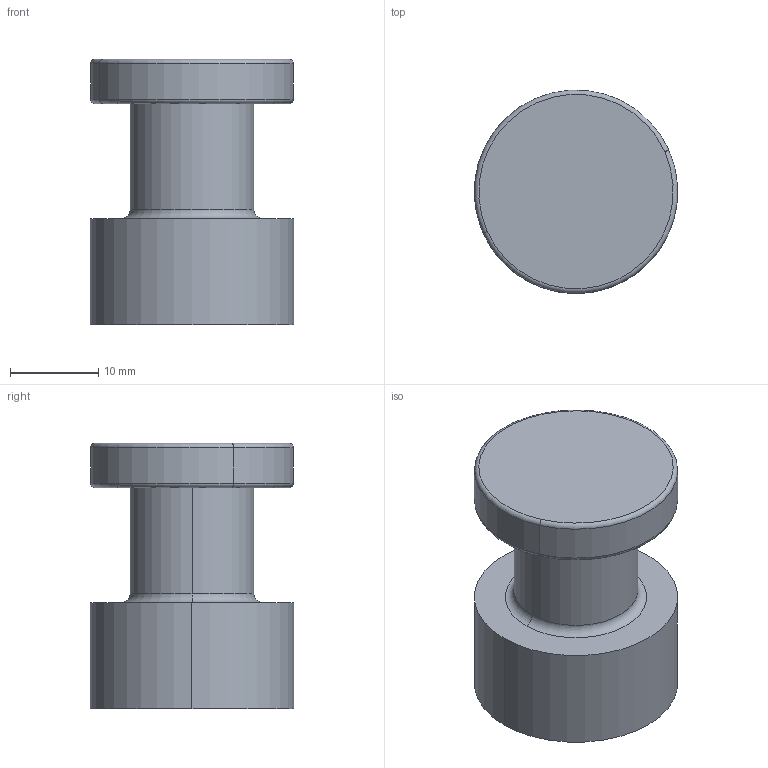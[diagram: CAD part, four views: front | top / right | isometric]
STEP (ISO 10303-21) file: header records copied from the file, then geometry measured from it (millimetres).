
FILE_DESCRIPTION (( 'STEP AP203' ), '1' );
FILE_NAME ('39631A-00-00.STEP', '2023-03-28T05:07:27', ( 'Windows User' ), ( 'P R C' ), 'SwSTEP 2.0', 'SolidWorks 2015', '' );
FILE_SCHEMA (( 'CONFIG_CONTROL_DESIGN' ));
Length unit declared in the file: millimetre
Products named in the file (1): 39631A-00-00
Bounding box: 23 x 23 x 30 mm (x, y, z)
Surface area: 3368.2 mm2 (no closed solid volume)
Topology: 0 solids, 2 shells, 23 faces, 48 edges, 30 vertices
Faces by surface type: cylinder 10, torus 6, plane 5, cone 2
Entity records: 704 total; most frequent: DIRECTION 132, CARTESIAN_POINT 102, ORIENTED_EDGE 90, AXIS2_PLACEMENT_3D 60, EDGE_CURVE 48, CIRCLE 36, VERTEX_POINT 30, EDGE_LOOP 27
